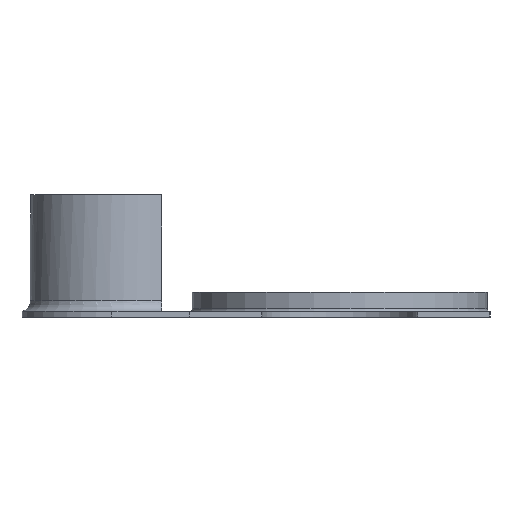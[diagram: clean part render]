
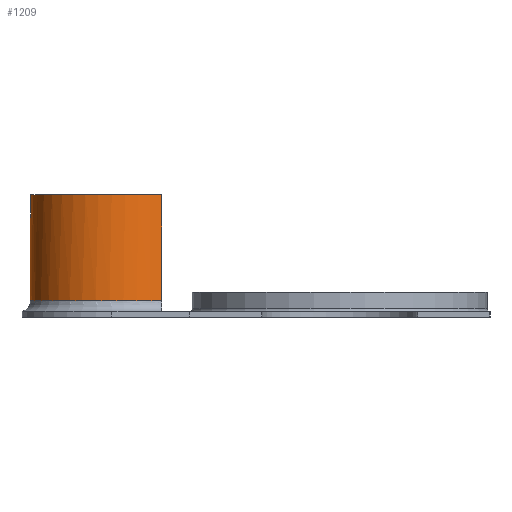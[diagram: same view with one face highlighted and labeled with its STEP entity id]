
A CAD part, left-side view. The second image highlights one B-rep face of the part: STEP entity #1209.
In plain terms, the highlighted cylindrical face has radius 14.65 mm (diameter 29.3 mm), a partial arc.
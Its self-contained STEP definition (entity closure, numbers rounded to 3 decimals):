
#24=CYLINDRICAL_SURFACE('',#1317,14.65);
#89=LINE('',#1935,#208);
#90=LINE('',#1939,#209);
#91=LINE('',#1943,#210);
#92=LINE('',#1946,#211);
#208=VECTOR('',#1510,10.);
#209=VECTOR('',#1513,10.);
#210=VECTOR('',#1516,10.);
#211=VECTOR('',#1519,10.);
#338=FACE_OUTER_BOUND('',#406,.T.);
#406=EDGE_LOOP('',(#908,#909,#910,#911,#912,#913,#914,#915));
#501=CIRCLE('',#1316,14.65);
#502=CIRCLE('',#1318,14.65);
#503=CIRCLE('',#1319,14.65);
#504=CIRCLE('',#1320,14.65);
#588=VERTEX_POINT('',#1904);
#589=VERTEX_POINT('',#1915);
#590=VERTEX_POINT('',#1934);
#591=VERTEX_POINT('',#1936);
#592=VERTEX_POINT('',#1938);
#593=VERTEX_POINT('',#1940);
#594=VERTEX_POINT('',#1942);
#595=VERTEX_POINT('',#1944);
#714=EDGE_CURVE('',#588,#589,#501,.T.);
#717=EDGE_CURVE('',#588,#590,#89,.T.);
#718=EDGE_CURVE('',#591,#590,#502,.T.);
#719=EDGE_CURVE('',#592,#591,#90,.T.);
#720=EDGE_CURVE('',#593,#592,#503,.T.);
#721=EDGE_CURVE('',#593,#594,#91,.T.);
#722=EDGE_CURVE('',#595,#594,#504,.T.);
#723=EDGE_CURVE('',#589,#595,#92,.T.);
#908=ORIENTED_EDGE('',*,*,#714,.F.);
#909=ORIENTED_EDGE('',*,*,#717,.T.);
#910=ORIENTED_EDGE('',*,*,#718,.F.);
#911=ORIENTED_EDGE('',*,*,#719,.F.);
#912=ORIENTED_EDGE('',*,*,#720,.F.);
#913=ORIENTED_EDGE('',*,*,#721,.T.);
#914=ORIENTED_EDGE('',*,*,#722,.F.);
#915=ORIENTED_EDGE('',*,*,#723,.F.);
#1209=ADVANCED_FACE('',(#338),#24,.T.);
#1316=AXIS2_PLACEMENT_3D('',#1916,#1506,#1507);
#1317=AXIS2_PLACEMENT_3D('',#1933,#1508,#1509);
#1318=AXIS2_PLACEMENT_3D('',#1937,#1511,#1512);
#1319=AXIS2_PLACEMENT_3D('',#1941,#1514,#1515);
#1320=AXIS2_PLACEMENT_3D('',#1945,#1517,#1518);
#1506=DIRECTION('center_axis',(0.,0.,-1.));
#1507=DIRECTION('ref_axis',(0.,1.,0.));
#1508=DIRECTION('center_axis',(0.,0.,1.));
#1509=DIRECTION('ref_axis',(0.,1.,0.));
#1510=DIRECTION('',(0.,0.,1.));
#1511=DIRECTION('center_axis',(0.,0.,1.));
#1512=DIRECTION('ref_axis',(0.792,-0.61,0.));
#1513=DIRECTION('',(0.,0.,1.));
#1514=DIRECTION('center_axis',(0.,0.,1.));
#1515=DIRECTION('ref_axis',(0.792,-0.61,0.));
#1516=DIRECTION('',(0.,0.,1.));
#1517=DIRECTION('center_axis',(0.,0.,1.));
#1518=DIRECTION('ref_axis',(0.792,-0.61,0.));
#1519=DIRECTION('',(0.,0.,1.));
#1904=CARTESIAN_POINT('',(-11.606,32.,3.));
#1915=CARTESIAN_POINT('',(11.606,32.,3.));
#1916=CARTESIAN_POINT('Origin',(0.,40.94,3.));
#1933=CARTESIAN_POINT('Origin',(0.,40.94,0.));
#1934=CARTESIAN_POINT('',(-11.606,32.,22.));
#1935=CARTESIAN_POINT('',(-11.606,32.,0.));
#1936=CARTESIAN_POINT('',(-1.25,55.537,22.));
#1937=CARTESIAN_POINT('Origin',(0.,40.94,22.));
#1938=CARTESIAN_POINT('',(-1.25,55.537,18.));
#1939=CARTESIAN_POINT('',(-1.25,55.537,0.));
#1940=CARTESIAN_POINT('',(1.25,55.537,18.));
#1941=CARTESIAN_POINT('Origin',(0.,40.94,18.));
#1942=CARTESIAN_POINT('',(1.25,55.537,22.));
#1943=CARTESIAN_POINT('',(1.25,55.537,0.));
#1944=CARTESIAN_POINT('',(11.606,32.,22.));
#1945=CARTESIAN_POINT('Origin',(0.,40.94,22.));
#1946=CARTESIAN_POINT('',(11.606,32.,0.));
